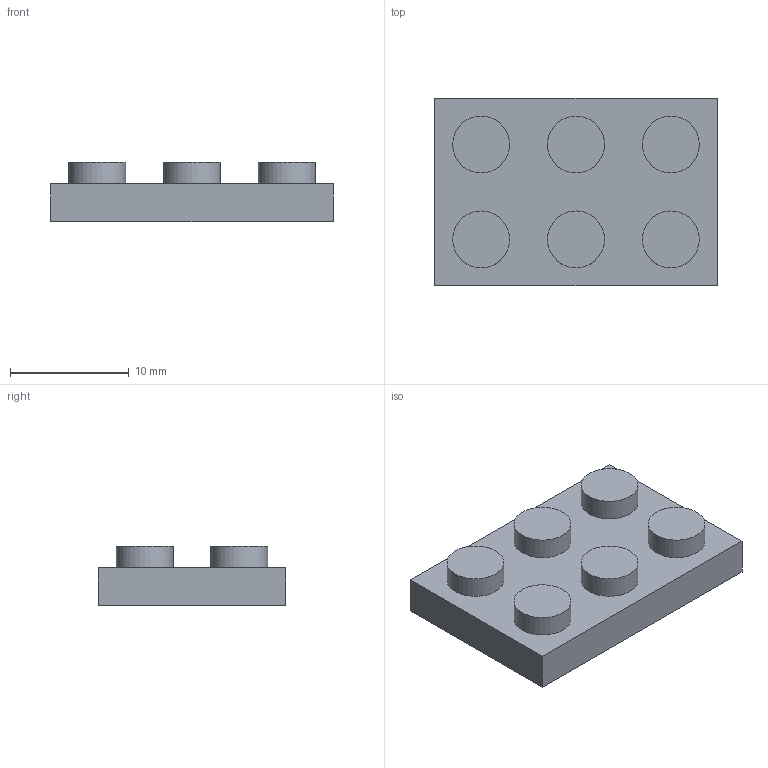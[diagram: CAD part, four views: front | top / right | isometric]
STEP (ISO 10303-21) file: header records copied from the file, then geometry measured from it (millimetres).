
FILE_DESCRIPTION(('Zoo Text-to-CAD'),'1');
FILE_NAME('Zoo Text-to-CAD model','2024-09-01T17:00:38',('Author'),('Zoo'),'Zoo Text-to-CAD','text-to-cad.zoo.dev','Unknown');
FILE_SCHEMA(('AUTOMOTIVE_DESIGN { 1 0 10303 214 1 1 1 1 }'));
Length unit declared in the file: millimetre
Products named in the file (1): Zoo Text-to-CAD
Bounding box: 23.8 x 15.8 x 5 mm (x, y, z)
Volume: 997.4 mm3; surface area: 1403.3 mm2
Topology: 1 solids, 1 shells, 31 faces, 54 edges, 36 vertices
Faces by surface type: plane 21, cylinder 10
Full cylindrical faces by diameter (mm): 4.8 x8, 6.5 x2
Entity records: 1444 total; most frequent: CARTESIAN_POINT 246, DIRECTION 230, ORIENTED_EDGE 108, PCURVE 108, DEFINITIONAL_REPRESENTATION 108, LINE 106, VECTOR 106, EDGE_CURVE 54
